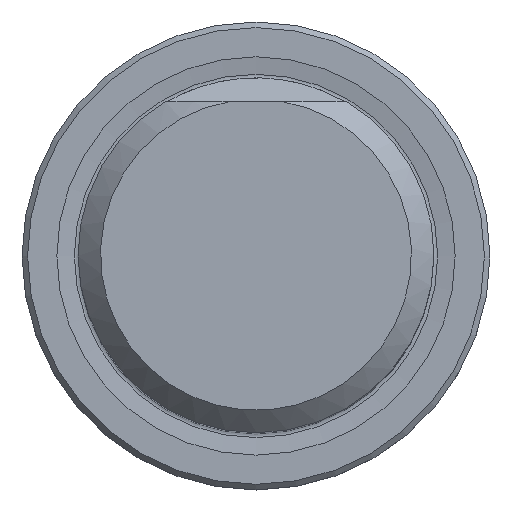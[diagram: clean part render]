
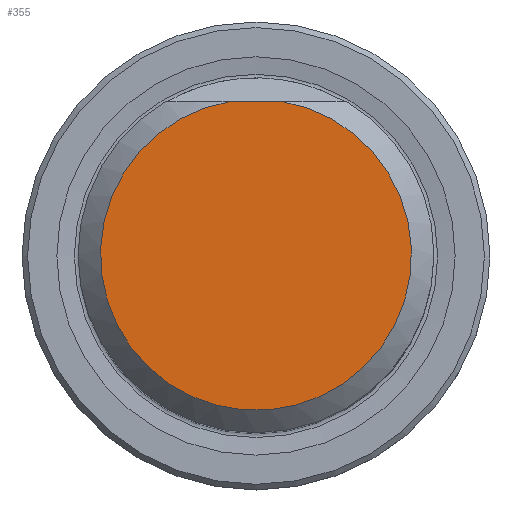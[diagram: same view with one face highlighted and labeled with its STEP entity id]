
A CAD part, top view. The second image highlights one B-rep face of the part: STEP entity #355.
In plain terms, the highlighted planar face has unit normal (0, 0, 1).
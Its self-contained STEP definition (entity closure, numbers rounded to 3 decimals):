
#241=PLANE('',#6047);
#355=ADVANCED_FACE('',(#781),#241,.T.);
#781=FACE_OUTER_BOUND('',#1050,.T.);
#1050=EDGE_LOOP('',(#1667,#1668));
#1390=CIRCLE('',#6046,13.871);
#1667=ORIENTED_EDGE('',*,*,#3811,.F.);
#1668=ORIENTED_EDGE('',*,*,#3812,.T.);
#3247=VERTEX_POINT('',#9079);
#3248=VERTEX_POINT('',#9080);
#3811=EDGE_CURVE('',#3247,#3248,#5171,.T.);
#3812=EDGE_CURVE('',#3247,#3248,#1390,.T.);
#5171=LINE('',#9078,#5512);
#5512=VECTOR('',#6855,1.);
#6046=AXIS2_PLACEMENT_3D('',#9081,#6856,#6857);
#6047=AXIS2_PLACEMENT_3D('',#9082,#6858,#6859);
#6855=DIRECTION('',(1.,0.,0.));
#6856=DIRECTION('',(0.,0.,1.));
#6857=DIRECTION('',(0.,-1.,0.));
#6858=DIRECTION('',(0.,0.,1.));
#6859=DIRECTION('',(0.,-1.,0.));
#9078=CARTESIAN_POINT('',(0.,13.679,60.));
#9079=CARTESIAN_POINT('',(-2.3,13.679,60.));
#9080=CARTESIAN_POINT('',(2.3,13.679,60.));
#9081=CARTESIAN_POINT('',(0.,0.,60.));
#9082=CARTESIAN_POINT('',(0.,0.,60.));
